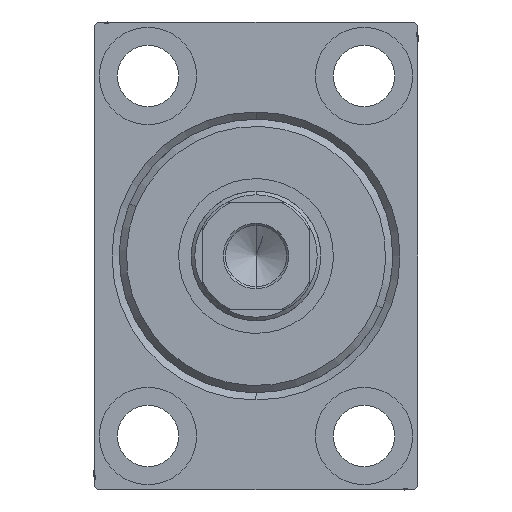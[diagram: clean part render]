
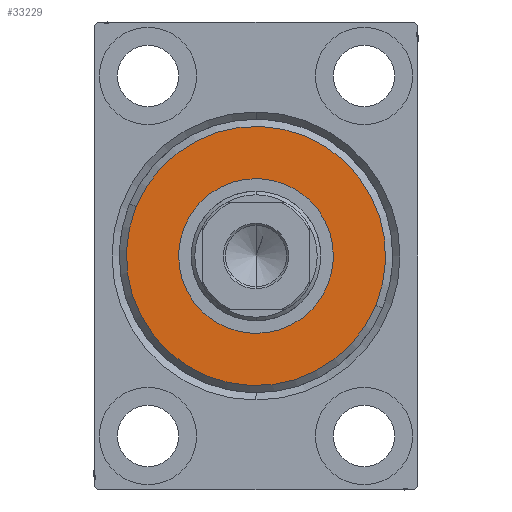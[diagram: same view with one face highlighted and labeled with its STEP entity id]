
A CAD part, left-side view. The second image highlights one B-rep face of the part: STEP entity #33229.
In plain terms, the highlighted face is planar.
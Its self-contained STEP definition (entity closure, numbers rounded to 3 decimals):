
#1618 = CARTESIAN_POINT ( 'NONE',  ( 3., 0., 10.75 ) ) ;
#2687 = EDGE_LOOP ( 'NONE', ( #9013, #13505 ) ) ;
#3155 = DIRECTION ( 'NONE',  ( 0., 0., -1. ) ) ;
#4767 = AXIS2_PLACEMENT_3D ( 'NONE', #10145, #41724, #3155 ) ;
#4771 = CIRCLE ( 'NONE', #17746, 10.75 ) ;
#6023 = FACE_BOUND ( 'NONE', #31094, .T. ) ;
#6170 = DIRECTION ( 'NONE',  ( 0., 0., -1. ) ) ;
#6655 = ORIENTED_EDGE ( 'NONE', *, *, #43110, .T. ) ;
#6861 = EDGE_CURVE ( 'NONE', #22279, #16106, #24932, .T. ) ;
#7055 = CIRCLE ( 'NONE', #23651, 18. ) ;
#7409 = AXIS2_PLACEMENT_3D ( 'NONE', #19779, #8972, #30173 ) ;
#8145 = CIRCLE ( 'NONE', #25444, 10.75 ) ;
#8972 = DIRECTION ( 'NONE',  ( 1., 0., 0. ) ) ;
#9013 = ORIENTED_EDGE ( 'NONE', *, *, #6861, .T. ) ;
#10145 = CARTESIAN_POINT ( 'NONE',  ( 3., 0., 0. ) ) ;
#12947 = CARTESIAN_POINT ( 'NONE',  ( 3., 0., 0. ) ) ;
#13505 = ORIENTED_EDGE ( 'NONE', *, *, #15310, .T. ) ;
#14995 = CARTESIAN_POINT ( 'NONE',  ( 3., 0., -10.75 ) ) ;
#15310 = EDGE_CURVE ( 'NONE', #16106, #22279, #7055, .T. ) ;
#16106 = VERTEX_POINT ( 'NONE', #22452 ) ;
#16112 = CARTESIAN_POINT ( 'NONE',  ( 3., 0., 0. ) ) ;
#17746 = AXIS2_PLACEMENT_3D ( 'NONE', #16112, #37098, #6170 ) ;
#17850 = ORIENTED_EDGE ( 'NONE', *, *, #35349, .T. ) ;
#19779 = CARTESIAN_POINT ( 'NONE',  ( 3., 0., 0. ) ) ;
#20508 = CARTESIAN_POINT ( 'NONE',  ( 3., 0., 18. ) ) ;
#22279 = VERTEX_POINT ( 'NONE', #20508 ) ;
#22452 = CARTESIAN_POINT ( 'NONE',  ( 3., 0., -18. ) ) ;
#23347 = DIRECTION ( 'NONE',  ( -1., 0., 0. ) ) ;
#23651 = AXIS2_PLACEMENT_3D ( 'NONE', #12947, #37095, #27597 ) ;
#24932 = CIRCLE ( 'NONE', #4767, 18. ) ;
#25444 = AXIS2_PLACEMENT_3D ( 'NONE', #27178, #23347, #26957 ) ;
#26957 = DIRECTION ( 'NONE',  ( 0., 0., -1. ) ) ;
#27178 = CARTESIAN_POINT ( 'NONE',  ( 3., 0., 0. ) ) ;
#27597 = DIRECTION ( 'NONE',  ( 0., 0., -1. ) ) ;
#30173 = DIRECTION ( 'NONE',  ( 0., 0., -1. ) ) ;
#31094 = EDGE_LOOP ( 'NONE', ( #17850, #6655 ) ) ;
#31577 = VERTEX_POINT ( 'NONE', #1618 ) ;
#33111 = FACE_OUTER_BOUND ( 'NONE', #2687, .T. ) ;
#33229 = ADVANCED_FACE ( 'NONE', ( #33111, #6023 ), #40550, .T. ) ;
#35349 = EDGE_CURVE ( 'NONE', #31577, #42951, #8145, .T. ) ;
#37095 = DIRECTION ( 'NONE',  ( 1., 0., 0. ) ) ;
#37098 = DIRECTION ( 'NONE',  ( -1., 0., 0. ) ) ;
#40550 = PLANE ( 'NONE',  #7409 ) ;
#41724 = DIRECTION ( 'NONE',  ( 1., 0., 0. ) ) ;
#42951 = VERTEX_POINT ( 'NONE', #14995 ) ;
#43110 = EDGE_CURVE ( 'NONE', #42951, #31577, #4771, .T. ) ;
